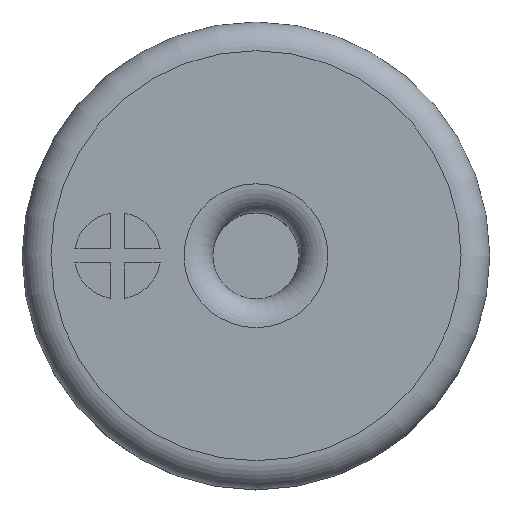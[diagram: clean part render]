
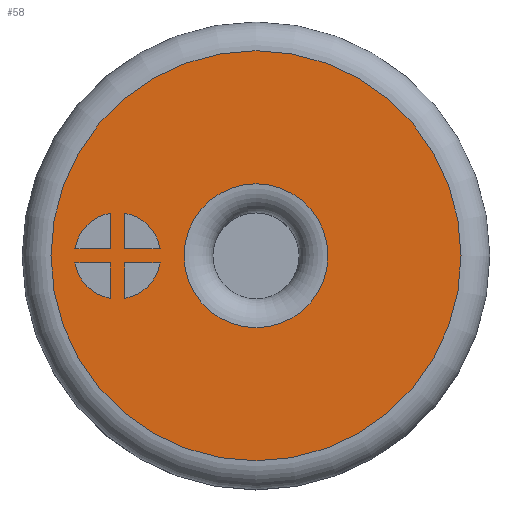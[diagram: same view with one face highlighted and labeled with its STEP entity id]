
A CAD part, top view. The second image highlights one B-rep face of the part: STEP entity #58.
In plain terms, the highlighted planar face has unit normal (0, 0, 1).
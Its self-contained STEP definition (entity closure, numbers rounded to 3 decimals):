
#58=ADVANCED_FACE('',(#301,#303,#305,#307,#309,#311),#313,.T.);
#301=FACE_BOUND('',#302,.T.);
#302=EDGE_LOOP('',(#516));
#303=FACE_BOUND('',#304,.T.);
#304=EDGE_LOOP('',(#517,#518,#519));
#305=FACE_BOUND('',#306,.T.);
#306=EDGE_LOOP('',(#520,#521,#522));
#307=FACE_BOUND('',#308,.T.);
#308=EDGE_LOOP('',(#523,#524,#525));
#309=FACE_BOUND('',#310,.T.);
#310=EDGE_LOOP('',(#526,#527,#528));
#311=FACE_BOUND('',#312,.T.);
#312=EDGE_LOOP('',(#529));
#313=PLANE('',#314);
#314=AXIS2_PLACEMENT_3D('',#315,#316,#317);
#315=CARTESIAN_POINT('',(0.,0.,3.5));
#316=DIRECTION('',(0.,0.,1.));
#317=DIRECTION('',(1.,0.,0.));
#516=ORIENTED_EDGE('',*,*,#608,.T.);
#517=ORIENTED_EDGE('',*,*,#609,.T.);
#518=ORIENTED_EDGE('',*,*,#610,.T.);
#519=ORIENTED_EDGE('',*,*,#611,.T.);
#520=ORIENTED_EDGE('',*,*,#612,.T.);
#521=ORIENTED_EDGE('',*,*,#613,.T.);
#522=ORIENTED_EDGE('',*,*,#614,.T.);
#523=ORIENTED_EDGE('',*,*,#615,.T.);
#524=ORIENTED_EDGE('',*,*,#616,.T.);
#525=ORIENTED_EDGE('',*,*,#617,.T.);
#526=ORIENTED_EDGE('',*,*,#618,.T.);
#527=ORIENTED_EDGE('',*,*,#619,.T.);
#528=ORIENTED_EDGE('',*,*,#620,.T.);
#529=ORIENTED_EDGE('',*,*,#621,.T.);
#608=EDGE_CURVE('',#654,#654,#655,.T.);
#609=EDGE_CURVE('',#656,#657,#658,.F.);
#610=EDGE_CURVE('',#657,#659,#660,.T.);
#611=EDGE_CURVE('',#659,#656,#661,.T.);
#612=EDGE_CURVE('',#662,#663,#664,.F.);
#613=EDGE_CURVE('',#663,#665,#666,.T.);
#614=EDGE_CURVE('',#665,#662,#667,.T.);
#615=EDGE_CURVE('',#668,#669,#670,.F.);
#616=EDGE_CURVE('',#669,#671,#672,.T.);
#617=EDGE_CURVE('',#671,#668,#673,.T.);
#618=EDGE_CURVE('',#674,#675,#676,.F.);
#619=EDGE_CURVE('',#675,#677,#678,.T.);
#620=EDGE_CURVE('',#677,#674,#679,.T.);
#621=EDGE_CURVE('',#680,#680,#681,.F.);
#654=VERTEX_POINT('',#734);
#655=CIRCLE('',#735,2.85);
#656=VERTEX_POINT('',#739);
#657=VERTEX_POINT('',#740);
#658=CIRCLE('',#741,0.6);
#659=VERTEX_POINT('',#745);
#660=LINE('',#746,#747);
#661=LINE('',#749,#750);
#662=VERTEX_POINT('',#752);
#663=VERTEX_POINT('',#753);
#664=CIRCLE('',#754,0.6);
#665=VERTEX_POINT('',#758);
#666=LINE('',#759,#760);
#667=LINE('',#762,#763);
#668=VERTEX_POINT('',#765);
#669=VERTEX_POINT('',#766);
#670=CIRCLE('',#767,0.6);
#671=VERTEX_POINT('',#771);
#672=LINE('',#772,#773);
#673=LINE('',#775,#776);
#674=VERTEX_POINT('',#778);
#675=VERTEX_POINT('',#779);
#676=CIRCLE('',#780,0.6);
#677=VERTEX_POINT('',#784);
#678=LINE('',#785,#786);
#679=LINE('',#788,#789);
#680=VERTEX_POINT('',#791);
#681=CIRCLE('',#792,1.);
#734=CARTESIAN_POINT('',(2.85,0.,3.5));
#735=AXIS2_PLACEMENT_3D('',#736,#737,#738);
#736=CARTESIAN_POINT('',(0.,0.,3.5));
#737=DIRECTION('',(0.,0.,1.));
#738=DIRECTION('',(1.,0.,0.));
#739=CARTESIAN_POINT('',(-1.333,-0.1,3.5));
#740=CARTESIAN_POINT('',(-1.825,-0.592,3.5));
#741=AXIS2_PLACEMENT_3D('',#742,#743,#744);
#742=CARTESIAN_POINT('',(-1.925,0.,3.5));
#743=DIRECTION('',(0.,0.,1.));
#744=DIRECTION('',(0.167,-0.986,0.));
#745=CARTESIAN_POINT('',(-1.825,-0.1,3.5));
#746=CARTESIAN_POINT('',(-1.825,-0.592,3.5));
#747=VECTOR('',#748,1.);
#748=DIRECTION('',(0.,1.,0.));
#749=CARTESIAN_POINT('',(-1.825,-0.1,3.5));
#750=VECTOR('',#751,1.);
#751=DIRECTION('',(1.,0.,0.));
#752=CARTESIAN_POINT('',(-2.025,-0.592,3.5));
#753=CARTESIAN_POINT('',(-2.517,-0.1,3.5));
#754=AXIS2_PLACEMENT_3D('',#755,#756,#757);
#755=CARTESIAN_POINT('',(-1.925,0.,3.5));
#756=DIRECTION('',(0.,0.,1.));
#757=DIRECTION('',(-0.986,-0.167,0.));
#758=CARTESIAN_POINT('',(-2.025,-0.1,3.5));
#759=CARTESIAN_POINT('',(-2.517,-0.1,3.5));
#760=VECTOR('',#761,1.);
#761=DIRECTION('',(1.,0.,0.));
#762=CARTESIAN_POINT('',(-2.025,-0.1,3.5));
#763=VECTOR('',#764,1.);
#764=DIRECTION('',(0.,-1.,0.));
#765=CARTESIAN_POINT('',(-2.517,0.1,3.5));
#766=CARTESIAN_POINT('',(-2.025,0.592,3.5));
#767=AXIS2_PLACEMENT_3D('',#768,#769,#770);
#768=CARTESIAN_POINT('',(-1.925,0.,3.5));
#769=DIRECTION('',(0.,0.,1.));
#770=DIRECTION('',(-0.167,0.986,0.));
#771=CARTESIAN_POINT('',(-2.025,0.1,3.5));
#772=CARTESIAN_POINT('',(-2.025,0.592,3.5));
#773=VECTOR('',#774,1.);
#774=DIRECTION('',(0.,-1.,0.));
#775=CARTESIAN_POINT('',(-2.025,0.1,3.5));
#776=VECTOR('',#777,1.);
#777=DIRECTION('',(-1.,0.,0.));
#778=CARTESIAN_POINT('',(-1.825,0.592,3.5));
#779=CARTESIAN_POINT('',(-1.333,0.1,3.5));
#780=AXIS2_PLACEMENT_3D('',#781,#782,#783);
#781=CARTESIAN_POINT('',(-1.925,0.,3.5));
#782=DIRECTION('',(0.,0.,1.));
#783=DIRECTION('',(0.986,0.167,0.));
#784=CARTESIAN_POINT('',(-1.825,0.1,3.5));
#785=CARTESIAN_POINT('',(-1.333,0.1,3.5));
#786=VECTOR('',#787,1.);
#787=DIRECTION('',(-1.,0.,0.));
#788=CARTESIAN_POINT('',(-1.825,0.1,3.5));
#789=VECTOR('',#790,1.);
#790=DIRECTION('',(0.,1.,0.));
#791=CARTESIAN_POINT('',(1.,0.,3.5));
#792=AXIS2_PLACEMENT_3D('',#793,#794,#795);
#793=CARTESIAN_POINT('',(0.,0.,3.5));
#794=DIRECTION('',(0.,0.,1.));
#795=DIRECTION('',(1.,0.,0.));
